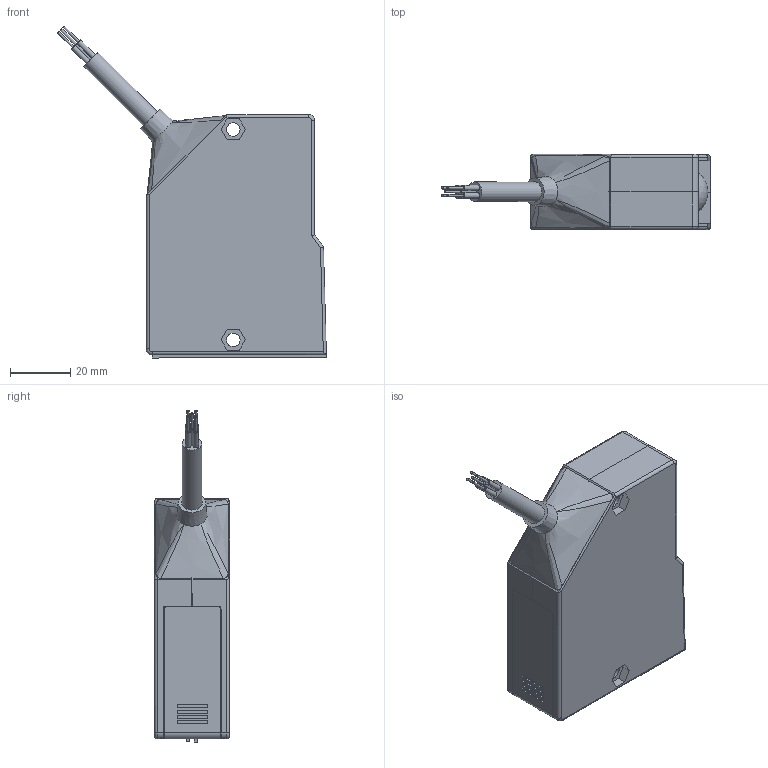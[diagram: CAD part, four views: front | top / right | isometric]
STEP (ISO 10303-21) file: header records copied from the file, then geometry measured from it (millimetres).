
FILE_DESCRIPTION(/* description */ ('Unknown'),/* implementation_level */ '2;1');
FILE_NAME(/* name */ '_VBO-U25-80U',/* time_stamp */ '2021-04-26T15:04:12+05:00',/* author */ ('Unknown'),/* organization */ ('Unknown'),/* preprocessor_version */ 'ST-DEVELOPER v16.7',/* originating_system */ 'Solid Edge',/* authorisation */ 'Unknown');
FILE_SCHEMA (('AUTOMOTIVE_DESIGN {1 0 10303 214 3 1 1}'));
Length unit declared in the file: millimetre
Products named in the file (12): ﾂﾁﾎ-ﾓ25-80ﾓ; À1.008 Êîðïóñ; Á0.051 Êðûøêà ; Á0.048 Êðûøêà ïàíåëè; Á0.100 Êðûøêà; Ý6.010   (Þ01Ý640Õ)  Êàáåëü ; 12.317.101 Ãîëîâêà îïòè÷åñêàÿ; ﾎ0.004 ﾋ竟鈞; Â0.036 Âòóëêà; Ä2.005 Äåðæàòåëü; TSAL6100; BPV11F
Assembly tree (13 placements, depth 3):
  ﾂﾁﾎ-ﾓ25-80ﾓ
    À1.008 Êîðïóñ
    Á0.051 Êðûøêà 
    Á0.048 Êðûøêà ïàíåëè
    Á0.100 Êðûøêà
    Ý6.010   (Þ01Ý640Õ)  Êàáåëü 
    12.317.101 Ãîëîâêà îïòè÷åñêàÿ
      ﾎ0.004 ﾋ竟鈞  x2
      Â0.036 Âòóëêà  x2
      Ä2.005 Äåðæàòåëü
      TSAL6100
      BPV11F
Bounding box: 89.47 x 25 x 110.47 mm (x, y, z)
Volume: 36968.4 mm3; surface area: 42608.7 mm2
Topology: 12 solids, 12 shells, 518 faces, 1378 edges, 906 vertices
Faces by surface type: plane 298, cylinder 169, bspline 32, torus 10, cone 5, sphere 4
Full cylindrical faces by diameter (mm): 0.8 x5, 1.79 x1, 1.8 x4, 2.95 x2, 3 x2, 4.2 x1, 4.5 x4, 5 x1, 5.1 x3, 6.5 x1, 6.8 x1, 7.2 x2, 7.9 x2, 8 x2, 9 x2
Entity records: 18201 total; most frequent: CARTESIAN_POINT 5033, ORIENTED_EDGE 2570, DIRECTION 2503, EDGE_CURVE 1285, VERTEX_POINT 865, AXIS2_PLACEMENT_3D 847, LINE 809, VECTOR 809
